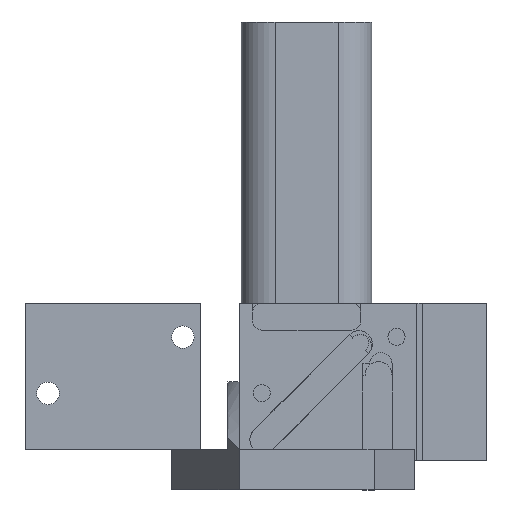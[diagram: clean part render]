
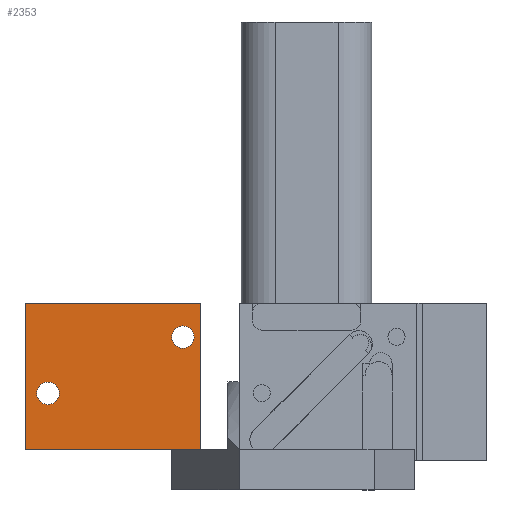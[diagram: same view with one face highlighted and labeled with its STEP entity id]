
A CAD part, top view. The second image highlights one B-rep face of the part: STEP entity #2353.
In plain terms, the highlighted planar face has unit normal (0, 0, 1).
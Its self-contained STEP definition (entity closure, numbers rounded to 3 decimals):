
#151=FACE_BOUND('',#549,.T.);
#152=FACE_BOUND('',#550,.T.);
#282=PLANE('',#2828);
#403=FACE_OUTER_BOUND('',#548,.T.);
#548=EDGE_LOOP('',(#2216,#2217,#2218,#2219));
#549=EDGE_LOOP('',(#2220));
#550=EDGE_LOOP('',(#2221));
#761=LINE('',#4301,#978);
#764=LINE('',#4307,#981);
#767=LINE('',#4313,#984);
#770=LINE('',#4317,#987);
#978=VECTOR('',#3514,10.);
#981=VECTOR('',#3519,10.);
#984=VECTOR('',#3524,10.);
#987=VECTOR('',#3529,10.);
#1060=CIRCLE('',#2819,0.5);
#1062=CIRCLE('',#2822,0.5);
#1259=VERTEX_POINT('',#4283);
#1261=VERTEX_POINT('',#4289);
#1265=VERTEX_POINT('',#4298);
#1266=VERTEX_POINT('',#4300);
#1268=VERTEX_POINT('',#4306);
#1270=VERTEX_POINT('',#4312);
#1572=EDGE_CURVE('',#1259,#1259,#1060,.T.);
#1575=EDGE_CURVE('',#1261,#1261,#1062,.T.);
#1580=EDGE_CURVE('',#1266,#1265,#761,.T.);
#1583=EDGE_CURVE('',#1268,#1266,#764,.T.);
#1586=EDGE_CURVE('',#1270,#1268,#767,.T.);
#1589=EDGE_CURVE('',#1265,#1270,#770,.T.);
#2216=ORIENTED_EDGE('',*,*,#1589,.T.);
#2217=ORIENTED_EDGE('',*,*,#1586,.T.);
#2218=ORIENTED_EDGE('',*,*,#1583,.T.);
#2219=ORIENTED_EDGE('',*,*,#1580,.T.);
#2220=ORIENTED_EDGE('',*,*,#1575,.T.);
#2221=ORIENTED_EDGE('',*,*,#1572,.T.);
#2353=ADVANCED_FACE('',(#403,#151,#152),#282,.T.);
#2819=AXIS2_PLACEMENT_3D('',#4284,#3498,#3499);
#2822=AXIS2_PLACEMENT_3D('',#4290,#3505,#3506);
#2828=AXIS2_PLACEMENT_3D('',#4318,#3530,#3531);
#3498=DIRECTION('center_axis',(0.,0.,-1.));
#3499=DIRECTION('ref_axis',(1.,0.,0.));
#3505=DIRECTION('center_axis',(0.,0.,-1.));
#3506=DIRECTION('ref_axis',(1.,0.,0.));
#3514=DIRECTION('',(0.,-1.,0.));
#3519=DIRECTION('',(-1.,0.,0.));
#3524=DIRECTION('',(0.,1.,0.));
#3529=DIRECTION('',(1.,0.,0.));
#3530=DIRECTION('center_axis',(0.,0.,
1.));
#3531=DIRECTION('ref_axis',(1.,0.,0.));
#4283=CARTESIAN_POINT('',(6.,-4.3,-1.5));
#4284=CARTESIAN_POINT('Origin',(6.5,-4.3,-1.5));
#4289=CARTESIAN_POINT('',(12.,-1.8,-1.5));
#4290=CARTESIAN_POINT('Origin',(12.5,-1.8,-1.5));
#4298=CARTESIAN_POINT('',(5.5,-6.8,-1.5));
#4300=CARTESIAN_POINT('',(5.5,-0.3,-1.5));
#4301=CARTESIAN_POINT('',(5.5,-6.8,-1.5));
#4306=CARTESIAN_POINT('',(13.3,-0.3,-1.5));
#4307=CARTESIAN_POINT('',(5.5,-0.3,-1.5));
#4312=CARTESIAN_POINT('',(13.3,-6.8,-1.5));
#4313=CARTESIAN_POINT('',(13.3,-0.3,-1.5));
#4317=CARTESIAN_POINT('',(13.3,-6.8,-1.5));
#4318=CARTESIAN_POINT('Origin',(9.4,-3.55,-1.5));
